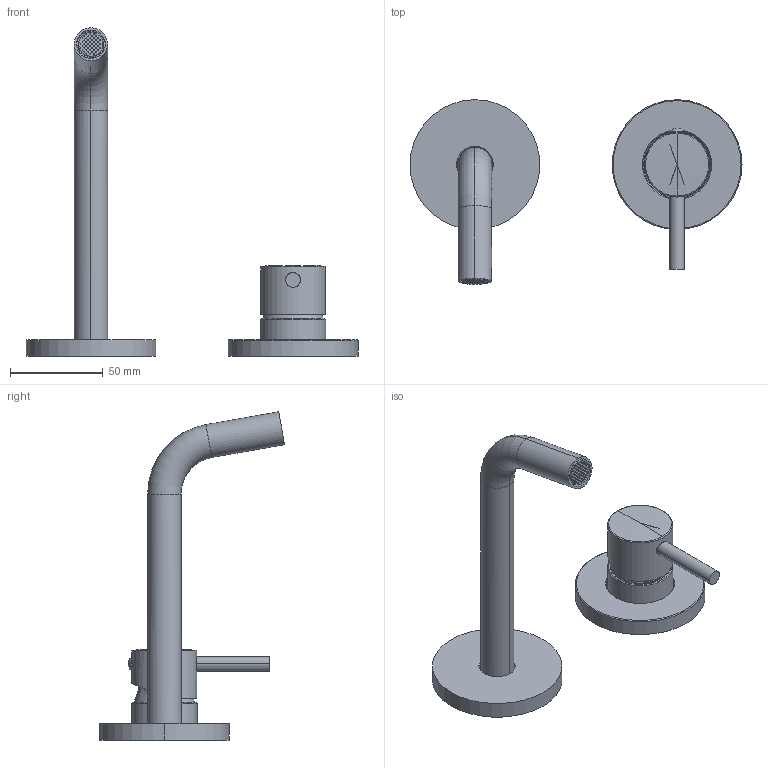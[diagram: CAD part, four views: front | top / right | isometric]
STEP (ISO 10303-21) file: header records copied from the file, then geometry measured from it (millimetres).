
FILE_DESCRIPTION((''),'2;1');
FILE_NAME('BI105CR70','2021-11-03T16:41:56',('ut3'),('PAFFONI SpA'),'CREO PARAMETRIC BY PTC INC, 2020044','CREO PARAMETRIC BY PTC INC, 2020044','');
FILE_SCHEMA(('CONFIG_CONTROL_DESIGN','SHAPE_APPEARANCE_LAYERS_GROUPS'));
Length unit declared in the file: millimetre
Products named in the file (1): BI105CR70
Bounding box: 179 x 99.78 x 177.08 mm (x, y, z)
Volume: 89881.8 mm3; surface area: 69698.5 mm2
Topology: 4 solids, 4 shells, 965 faces, 2599 edges, 1574 vertices
Faces by surface type: cylinder 501, plane 228, torus 75, sphere 70, cone 63, bspline 28
Entity records: 46343 total; most frequent: CARTESIAN_POINT 15023, DIRECTION 5106, ORIENTED_EDGE 5060, EDGE_CURVE 2530, AXIS2_PLACEMENT_3D 2079, VERTEX_POINT 1574, EDGE_LOOP 1234, CIRCLE 1142
